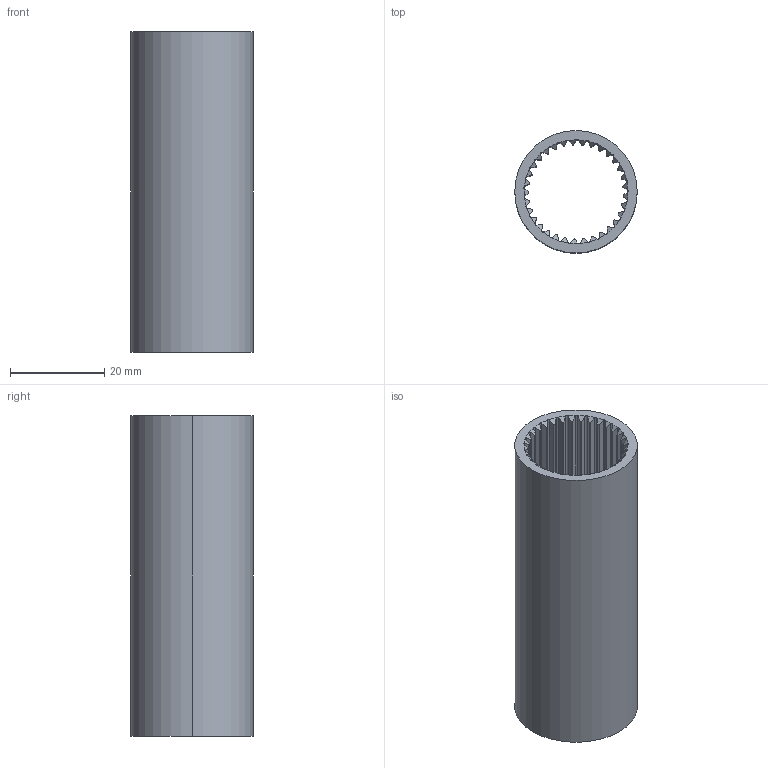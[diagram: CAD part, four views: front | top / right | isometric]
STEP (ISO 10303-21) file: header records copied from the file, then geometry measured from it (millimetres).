
FILE_DESCRIPTION (( 'STEP AP214' ), '1' );
FILE_NAME ('000076B.STEP', '2022-11-22T09:29:52', ( '' ), ( '' ), 'SwSTEP 2.0', 'SolidWorks 2014', '' );
FILE_SCHEMA (( 'AUTOMOTIVE_DESIGN' ));
Length unit declared in the file: millimetre
Products named in the file (1): 000076B
Bounding box: 26 x 26 x 68 mm (x, y, z)
Volume: 12157.7 mm3; surface area: 12779.5 mm2
Topology: 1 solids, 1 shells, 224 faces, 666 edges, 444 vertices
Faces by surface type: cylinder 89, plane 68, cone 67
Entity records: 8256 total; most frequent: CARTESIAN_POINT 2764, ORIENTED_EDGE 1332, DIRECTION 912, EDGE_CURVE 666, VERTEX_POINT 444, AXIS2_PLACEMENT_3D 378, B_SPLINE_CURVE_WITH_KNOTS 357, EDGE_LOOP 226
